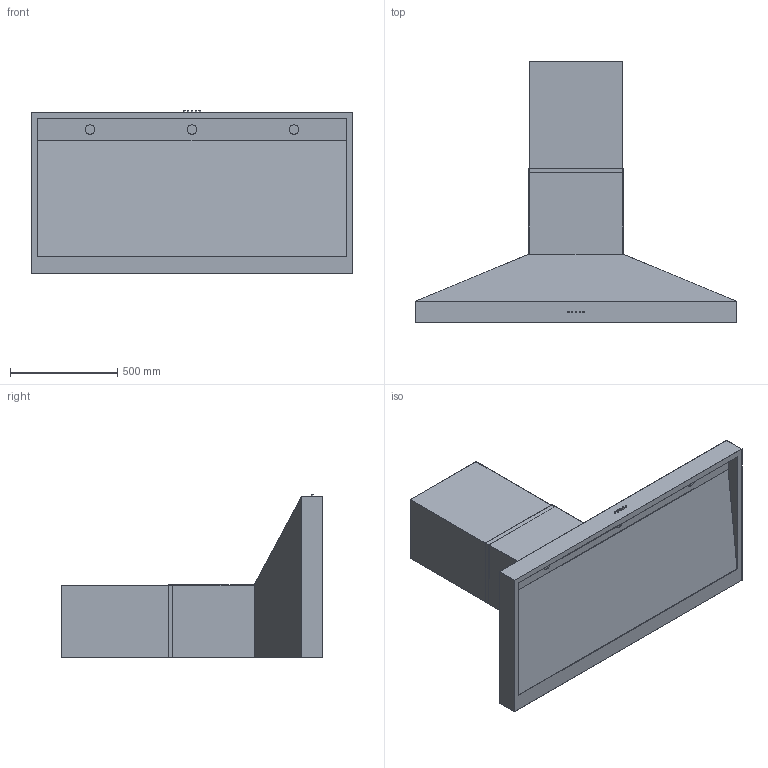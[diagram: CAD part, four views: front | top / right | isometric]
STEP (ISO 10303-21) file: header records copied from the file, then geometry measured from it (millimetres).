
FILE_DESCRIPTION((''),'2;1');
FILE_NAME('CL8815','2021-02-12T',('seona'),(''),'CREO PARAMETRIC BY PTC INC, 2016260','CREO PARAMETRIC BY PTC INC, 2016260','');
FILE_SCHEMA(('CONFIG_CONTROL_DESIGN'));
Length unit declared in the file: millimetre
Products named in the file (1): CL8815
Bounding box: 1500 x 1220 x 758 mm (x, y, z)
Volume: 3539920 mm3; surface area: 7059159 mm2
Topology: 6 solids, 6 shells, 77 faces, 176 edges, 116 vertices
Faces by surface type: plane 55, cylinder 22
Entity records: 2206 total; most frequent: DIRECTION 374, CARTESIAN_POINT 369, ORIENTED_EDGE 352, EDGE_CURVE 176, VECTOR 132, LINE 132, AXIS2_PLACEMENT_3D 121, VERTEX_POINT 116
